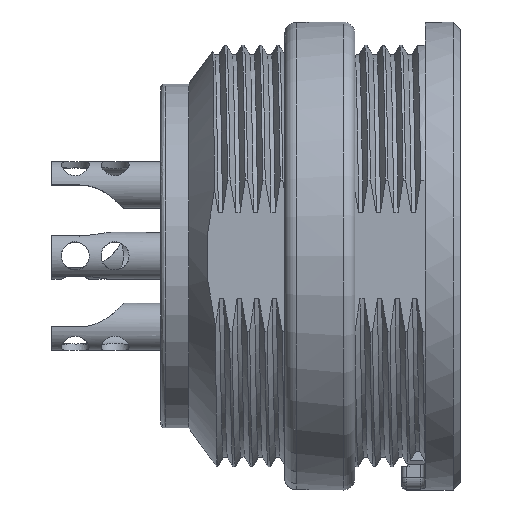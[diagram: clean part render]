
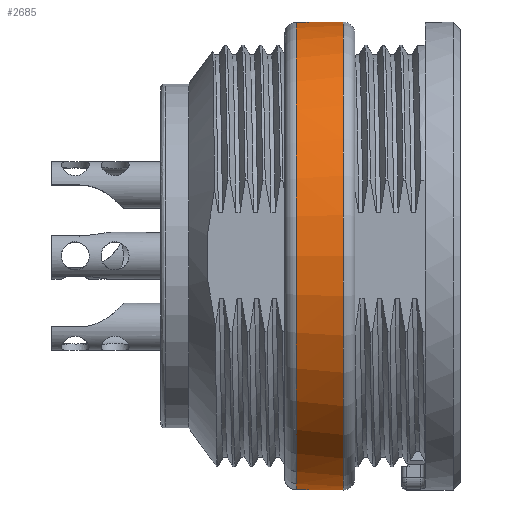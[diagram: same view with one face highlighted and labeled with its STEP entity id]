
A CAD part, top view. The second image highlights one B-rep face of the part: STEP entity #2685.
In plain terms, the highlighted cylindrical face has radius 10 mm (diameter 20 mm), a full revolution.
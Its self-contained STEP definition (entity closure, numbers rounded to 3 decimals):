
#2026=FACE_BOUND('',#3748,.T.);
#2027=FACE_BOUND('',#3749,.T.);
#2685=ADVANCED_FACE('',(#2026,#2027),#2836,.T.);
#2836=CYLINDRICAL_SURFACE('',#10163,10.);
#3748=EDGE_LOOP('',(#7332));
#3749=EDGE_LOOP('',(#7333,#7334,#7335,#7336,#7337,#7338,#7339,#7340));
#4325=LINE('',#42299,#4901);
#4330=LINE('',#42457,#4906);
#4335=LINE('',#42862,#4911);
#4339=LINE('',#42909,#4915);
#4901=VECTOR('',#11729,1.);
#4906=VECTOR('',#11736,1.);
#4911=VECTOR('',#11765,1.);
#4915=VECTOR('',#11771,1.);
#7332=ORIENTED_EDGE('',*,*,#9464,.F.);
#7333=ORIENTED_EDGE('',*,*,#9456,.F.);
#7334=ORIENTED_EDGE('',*,*,#9436,.T.);
#7335=ORIENTED_EDGE('',*,*,#9462,.T.);
#7336=ORIENTED_EDGE('',*,*,#9465,.T.);
#7337=ORIENTED_EDGE('',*,*,#9410,.F.);
#7338=ORIENTED_EDGE('',*,*,#9466,.T.);
#7339=ORIENTED_EDGE('',*,*,#9426,.T.);
#7340=ORIENTED_EDGE('',*,*,#9467,.T.);
#8202=VERTEX_POINT('',#42298);
#8203=VERTEX_POINT('',#42300);
#8215=VERTEX_POINT('',#42456);
#8216=VERTEX_POINT('',#42458);
#8223=VERTEX_POINT('',#42494);
#8224=VERTEX_POINT('',#42496);
#8233=VERTEX_POINT('',#42863);
#8236=VERTEX_POINT('',#42908);
#8237=VERTEX_POINT('',#42913);
#9410=EDGE_CURVE('',#8202,#8203,#4325,.T.);
#9426=EDGE_CURVE('',#8216,#8215,#4330,.T.);
#9436=EDGE_CURVE('',#8224,#8223,#9637,.T.);
#9456=EDGE_CURVE('',#8224,#8233,#4335,.T.);
#9462=EDGE_CURVE('',#8223,#8236,#4339,.T.);
#9464=EDGE_CURVE('',#8237,#8237,#9641,.T.);
#9465=EDGE_CURVE('',#8236,#8203,#9642,.T.);
#9466=EDGE_CURVE('',#8202,#8216,#9643,.T.);
#9467=EDGE_CURVE('',#8215,#8233,#9644,.T.);
#9637=CIRCLE('',#10149,10.);
#9641=CIRCLE('',#10159,10.);
#9642=CIRCLE('',#10160,10.);
#9643=CIRCLE('',#10161,10.);
#9644=CIRCLE('',#10162,10.);
#10149=AXIS2_PLACEMENT_3D('',#42495,#11748,#11749);
#10159=AXIS2_PLACEMENT_3D('',#42912,#11775,#11776);
#10160=AXIS2_PLACEMENT_3D('',#42914,#11777,#11778);
#10161=AXIS2_PLACEMENT_3D('',#42915,#11779,#11780);
#10162=AXIS2_PLACEMENT_3D('',#42916,#11781,#11782);
#10163=AXIS2_PLACEMENT_3D('',#42917,#11783,#11784);
#11729=DIRECTION('',(-1.,0.,0.));
#11736=DIRECTION('',(-1.,0.,0.));
#11748=DIRECTION('',(1.,0.,0.));
#11749=DIRECTION('',(0.,1.,0.));
#11765=DIRECTION('',(-1.,0.,0.));
#11771=DIRECTION('',(-1.,0.,0.));
#11775=DIRECTION('',(1.,0.,0.));
#11776=DIRECTION('',(0.,1.,0.));
#11777=DIRECTION('',(1.,0.,0.));
#11778=DIRECTION('',(0.,1.,0.));
#11779=DIRECTION('',(1.,0.,0.));
#11780=DIRECTION('',(0.,1.,0.));
#11781=DIRECTION('',(1.,0.,0.));
#11782=DIRECTION('',(0.,1.,0.));
#11783=DIRECTION('',(1.,0.,0.));
#11784=DIRECTION('',(0.,1.,0.));
#42298=CARTESIAN_POINT('',(-55.527,-37.796,0.589));
#42299=CARTESIAN_POINT('',(-55.527,-37.796,0.589));
#42300=CARTESIAN_POINT('',(-56.027,-37.796,0.589));
#42456=CARTESIAN_POINT('',(-56.027,-37.796,-0.611));
#42457=CARTESIAN_POINT('',(-55.527,-37.796,-0.611));
#42458=CARTESIAN_POINT('',(-55.527,-37.796,-0.611));
#42494=CARTESIAN_POINT('',(-55.527,-17.832,0.589));
#42495=CARTESIAN_POINT('',(-55.527,-27.814,-0.011));
#42496=CARTESIAN_POINT('',(-55.527,-17.832,-0.611));
#42862=CARTESIAN_POINT('',(-55.527,-17.832,-0.611));
#42863=CARTESIAN_POINT('',(-56.027,-17.832,-0.611));
#42908=CARTESIAN_POINT('',(-56.027,-17.832,0.589));
#42909=CARTESIAN_POINT('',(-53.527,-17.832,0.589));
#42912=CARTESIAN_POINT('',(-54.027,-27.814,-0.011));
#42913=CARTESIAN_POINT('',(-54.027,-17.814,-0.011));
#42914=CARTESIAN_POINT('',(-56.027,-27.814,-0.011));
#42915=CARTESIAN_POINT('',(-55.527,-27.814,-0.011));
#42916=CARTESIAN_POINT('',(-56.027,-27.814,-0.011));
#42917=CARTESIAN_POINT('',(-53.527,-27.814,-0.011));
